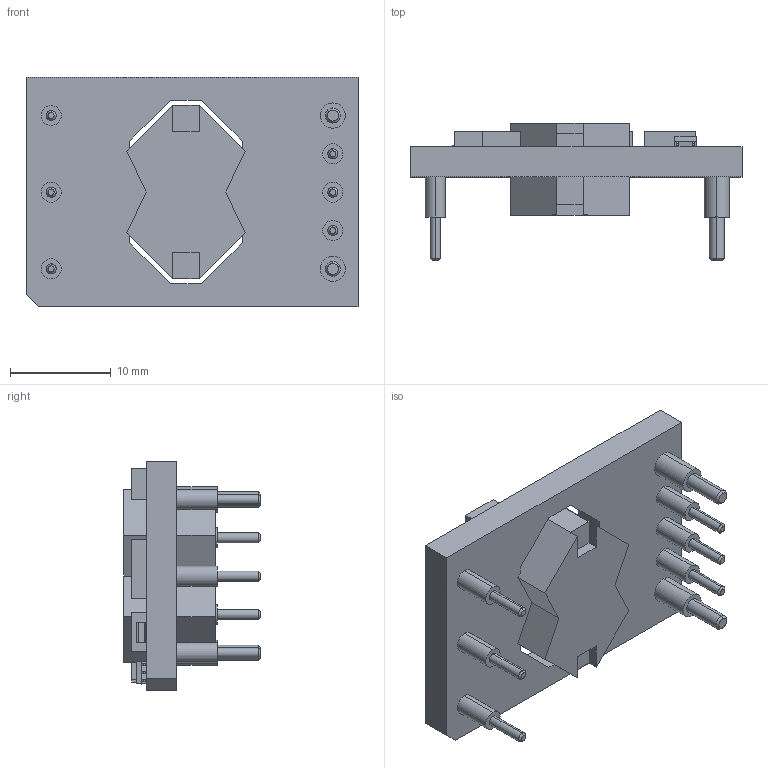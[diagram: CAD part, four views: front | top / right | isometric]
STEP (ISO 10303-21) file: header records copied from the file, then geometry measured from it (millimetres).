
FILE_DESCRIPTION (( 'STEP AP214' ), '1' );
FILE_NAME ('V36SE05010NRFA.STEP', '2021-02-21T09:54:10', ( '' ), ( '' ), 'SwSTEP 2.0', 'SolidWorks 2017', '' );
FILE_SCHEMA (( 'AUTOMOTIVE_DESIGN' ));
Length unit declared in the file: millimetre
Products named in the file (1): V36SE05010NRFA
Bounding box: 33 x 13.6 x 22.8 mm (x, y, z)
Volume: 3383.6 mm3; surface area: 3400.7 mm2
Topology: 43 solids, 43 shells, 511 faces, 1191 edges, 782 vertices
Faces by surface type: plane 363, cylinder 132, cone 16
Entity records: 14925 total; most frequent: DIRECTION 2495, CARTESIAN_POINT 2485, ORIENTED_EDGE 2382, EDGE_CURVE 1191, VECTOR 911, LINE 911, AXIS2_PLACEMENT_3D 792, VERTEX_POINT 782
